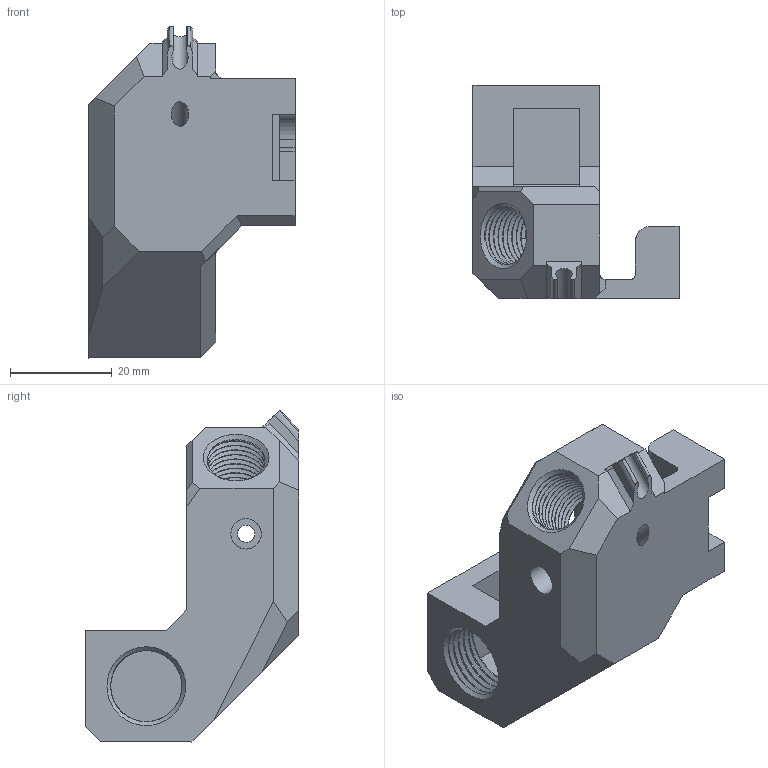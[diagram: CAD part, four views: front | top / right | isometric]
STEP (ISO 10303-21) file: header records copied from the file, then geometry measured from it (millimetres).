
FILE_DESCRIPTION(/* description */ (''),/* implementation_level */ '2;1');
FILE_NAME(/* name */ 'A drive umbilical main body.step',/* time_stamp */ '2025-08-31T07:26:23-05:00',/* author */ (''),/* organization */ (''),/* preprocessor_version */ 'ST-DEVELOPER v20.1',/* originating_system */ 'Autodesk Translation Framework v14.10.0.0',/* authorisation */ '');
FILE_SCHEMA (('AUTOMOTIVE_DESIGN { 1 0 10303 214 3 1 1 }'));
Length unit declared in the file: millimetre
Products named in the file (2): A drive umbilical main body; support 
Assembly tree (1 placements, depth 2):
  A drive umbilical main body
    support 
Bounding box: 40.57 x 42 x 65.37 mm (x, y, z)
Volume: 26526.9 mm3; surface area: 12897.9 mm2
Topology: 2 solids, 2 shells, 166 faces, 529 edges, 359 vertices
Faces by surface type: plane 90, cylinder 56, bspline 13, cone 5, sphere 2
Full cylindrical faces by diameter (mm): 3 x1, 3.4 x3, 6 x1, 11.43 x7, 12.65 x7, 14.01 x3, 15.35 x4
Entity records: 18933 total; most frequent: CARTESIAN_POINT 14421, ORIENTED_EDGE 1050, DIRECTION 773, EDGE_CURVE 525, VERTEX_POINT 359, LINE 289, VECTOR 289, AXIS2_PLACEMENT_3D 242
